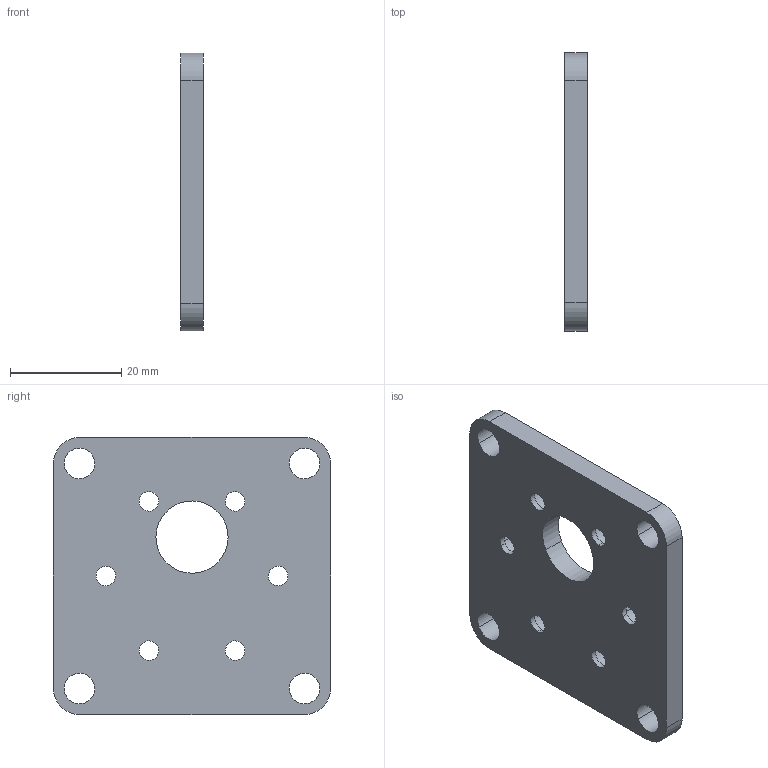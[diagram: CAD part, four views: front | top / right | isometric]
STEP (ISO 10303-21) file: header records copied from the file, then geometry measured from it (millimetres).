
FILE_DESCRIPTION(('CATIA V5 STEP Exchange'),'2;1');
FILE_NAME('02-14-0010.stp','2018-08-13T16:24:37+00:00',('none'),('none'),'Version 5-6 Release 2012','CATIA V5 STEP AP203','none');
FILE_SCHEMA(('CONFIG_CONTROL_DESIGN'));
Length unit declared in the file: millimetre
Products named in the file (1): 02-14-0010
Bounding box: 4 x 50 x 50 mm (x, y, z)
Volume: 8348.1 mm3; surface area: 6025.1 mm2
Topology: 1 solids, 1 shells, 50 faces, 126 edges, 85 vertices
Faces by surface type: cylinder 38, plane 12
Entity records: 1450 total; most frequent: ORIENTED_EDGE 252, CARTESIAN_POINT 240, DIRECTION 182, EDGE_CURVE 126, AXIS2_PLACEMENT_3D 105, VERTEX_POINT 84, EDGE_LOOP 78, CIRCLE 76
